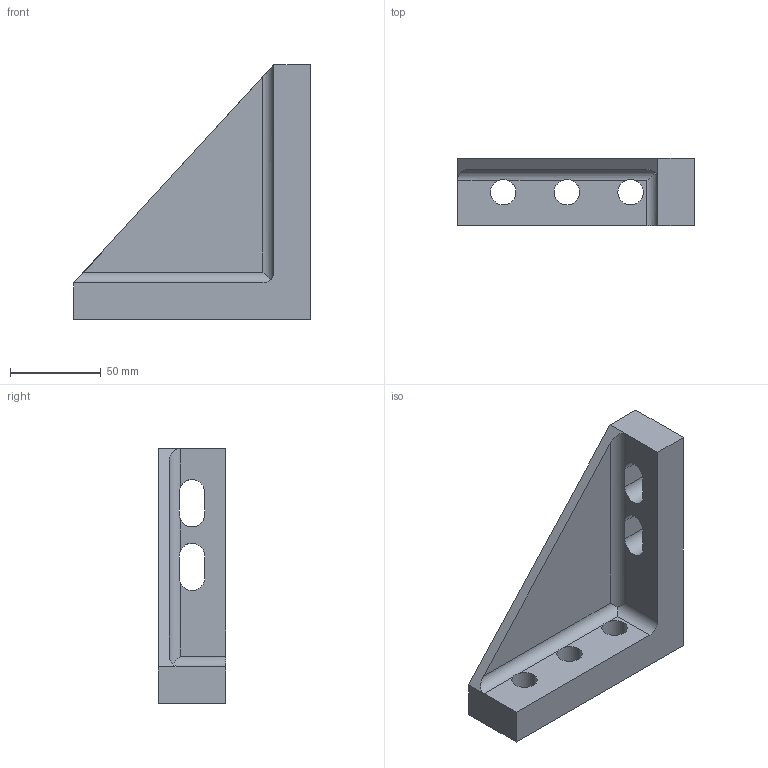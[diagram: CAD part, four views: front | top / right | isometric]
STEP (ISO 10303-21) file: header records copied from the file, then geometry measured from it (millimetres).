
FILE_DESCRIPTION(('STEP AP214'),'1');
FILE_NAME(' ',' ',('TraceParts'),('TraceParts S.A.'),'XStep 1.0',' ',' ');
FILE_SCHEMA(('automotive_design'));
Length unit declared in the file: millimetre
Products named in the file (1): 1
Bounding box: 130 x 37 x 140 mm (x, y, z)
Volume: 204432.1 mm3; surface area: 45278.4 mm2
Topology: 1 solids, 1 shells, 27 faces, 88 edges, 58 vertices
Faces by surface type: plane 14, cylinder 13
Entity records: 1998 total; most frequent: CARTESIAN_POINT 221, ORIENTED_EDGE 176, STYLED_ITEM 174, PRESENTATION_STYLE_ASSIGNMENT 174, COLOUR_RGB 174, DIRECTION 166, EDGE_CURVE 88, CURVE_STYLE 88
